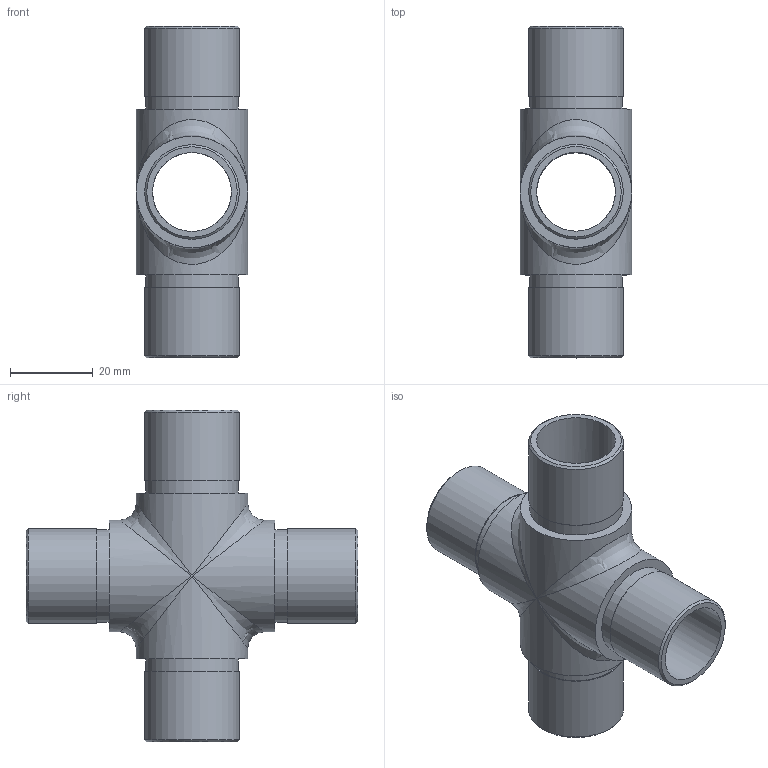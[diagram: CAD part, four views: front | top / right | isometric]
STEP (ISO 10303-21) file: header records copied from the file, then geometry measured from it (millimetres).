
FILE_DESCRIPTION (( 'STEP AP203' ), '1' );
FILE_NAME ('56184-320-V4A.step', '2020-03-03T10:45:01', ( '' ), ( '' ), 'SwSTEP 2.0', 'SolidWorks 2015', '' );
FILE_SCHEMA (( 'CONFIG_CONTROL_DESIGN' ));
Length unit declared in the file: millimetre
Products named in the file (2): 56184-320-V4A
Bounding box: 26.9 x 80 x 80 mm (x, y, z)
Volume: 24383.3 mm3; surface area: 18771.1 mm2
Topology: 1 solids, 1 shells, 308 faces, 799 edges, 522 vertices
Faces by surface type: plane 142, bspline 115, cylinder 47, cone 4
Full cylindrical faces by diameter (mm): 19 x4, 22.4 x4, 22.8 x4, 26.9 x4
Entity records: 14181 total; most frequent: CARTESIAN_POINT 7487, ORIENTED_EDGE 1526, DIRECTION 999, EDGE_CURVE 763, VERTEX_POINT 514, EDGE_LOOP 371, VECTOR 357, LINE 357
